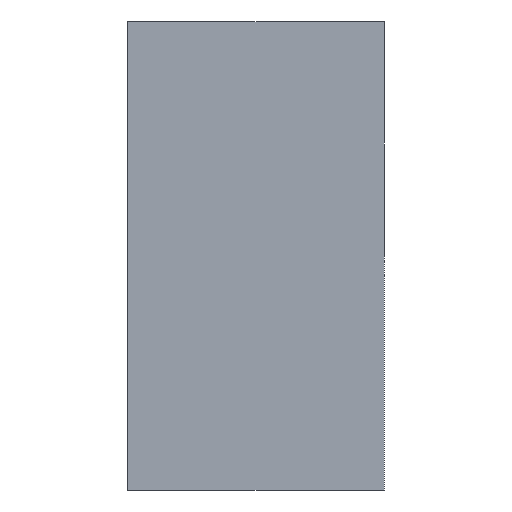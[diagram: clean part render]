
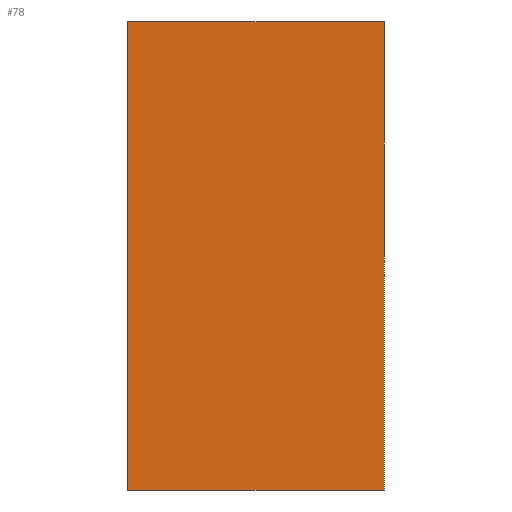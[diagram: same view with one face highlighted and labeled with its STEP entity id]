
A CAD part, front view. The second image highlights one B-rep face of the part: STEP entity #78.
In plain terms, the highlighted planar face has unit normal (0, -1, 0).
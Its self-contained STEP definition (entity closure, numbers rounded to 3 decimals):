
#46 = DIRECTION ( 'NONE',  ( 0., 1., 0. ) ) ;
#47 = VECTOR ( 'NONE', #198, 1000. ) ;
#78 = ADVANCED_FACE ( 'NONE', ( #960 ), #455, .F. ) ;
#125 = DIRECTION ( 'NONE',  ( 1., 0., 0. ) ) ;
#159 = ORIENTED_EDGE ( 'NONE', *, *, #929, .F. ) ;
#184 = VERTEX_POINT ( 'NONE', #825 ) ;
#198 = DIRECTION ( 'NONE',  ( 0., 0., -1. ) ) ;
#200 = CARTESIAN_POINT ( 'NONE',  ( -262.5, -195., -55. ) ) ;
#224 = VERTEX_POINT ( 'NONE', #780 ) ;
#234 = EDGE_LOOP ( 'NONE', ( #680, #159, #597, #468 ) ) ;
#265 = VECTOR ( 'NONE', #125, 1000. ) ;
#301 = EDGE_CURVE ( 'NONE', #541, #1080, #511, .T. ) ;
#455 = PLANE ( 'NONE',  #467 ) ;
#467 = AXIS2_PLACEMENT_3D ( 'NONE', #797, #46, #741 ) ;
#468 = ORIENTED_EDGE ( 'NONE', *, *, #819, .T. ) ;
#511 = LINE ( 'NONE', #954, #47 ) ;
#541 = VERTEX_POINT ( 'NONE', #971 ) ;
#568 = VECTOR ( 'NONE', #833, 1000. ) ;
#597 = ORIENTED_EDGE ( 'NONE', *, *, #689, .T. ) ;
#625 = CARTESIAN_POINT ( 'NONE',  ( 57.5, -195., -55. ) ) ;
#669 = CARTESIAN_POINT ( 'NONE',  ( -57.5, -195., 160. ) ) ;
#680 = ORIENTED_EDGE ( 'NONE', *, *, #301, .F. ) ;
#689 = EDGE_CURVE ( 'NONE', #224, #184, #1078, .T. ) ;
#741 = DIRECTION ( 'NONE',  ( -1., 0., 0. ) ) ;
#780 = CARTESIAN_POINT ( 'NONE',  ( -57.5, -195., 155. ) ) ;
#797 = CARTESIAN_POINT ( 'NONE',  ( 57.5, -195., 160. ) ) ;
#819 = EDGE_CURVE ( 'NONE', #184, #1080, #1020, .T. ) ;
#825 = CARTESIAN_POINT ( 'NONE',  ( -57.5, -195., -55. ) ) ;
#833 = DIRECTION ( 'NONE',  ( 0., 0., -1. ) ) ;
#929 = EDGE_CURVE ( 'NONE', #224, #541, #932, .T. ) ;
#932 = LINE ( 'NONE', #1016, #265 ) ;
#954 = CARTESIAN_POINT ( 'NONE',  ( 57.5, -195., 160. ) ) ;
#960 = FACE_OUTER_BOUND ( 'NONE', #234, .T. ) ;
#971 = CARTESIAN_POINT ( 'NONE',  ( 57.5, -195., 155. ) ) ;
#1016 = CARTESIAN_POINT ( 'NONE',  ( -262.5, -195., 155. ) ) ;
#1020 = LINE ( 'NONE', #200, #1072 ) ;
#1034 = DIRECTION ( 'NONE',  ( 1., 0., 0. ) ) ;
#1072 = VECTOR ( 'NONE', #1034, 1000. ) ;
#1078 = LINE ( 'NONE', #669, #568 ) ;
#1080 = VERTEX_POINT ( 'NONE', #625 ) ;
